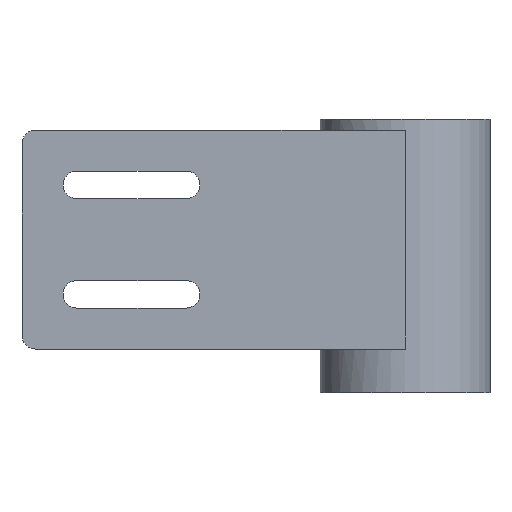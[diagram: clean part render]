
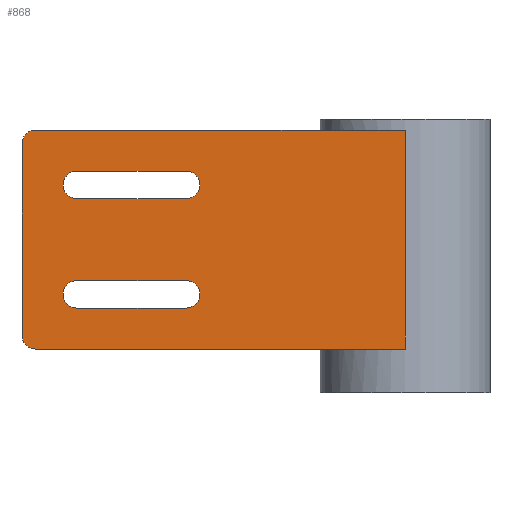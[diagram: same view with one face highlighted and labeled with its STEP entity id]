
A CAD part, front view. The second image highlights one B-rep face of the part: STEP entity #868.
In plain terms, the highlighted planar face has unit normal (0, -1, 0).
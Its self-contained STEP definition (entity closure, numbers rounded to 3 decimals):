
#215=CARTESIAN_POINT('',(-120.,-42.,-14.));
#216=DIRECTION('',(0.,1.,0.));
#217=DIRECTION('',(0.,0.,-1.));
#218=AXIS2_PLACEMENT_3D('',#215,#216,#217);
#220=DIRECTION('',(-1.,0.,0.));
#221=VECTOR('',#220,40.);
#222=CARTESIAN_POINT('',(-80.,-42.,-19.));
#223=LINE('',#222,#221);
#224=CARTESIAN_POINT('',(-80.,-42.,-14.));
#225=DIRECTION('',(0.,1.,0.));
#226=DIRECTION('',(0.,0.,1.));
#227=AXIS2_PLACEMENT_3D('',#224,#225,#226);
#229=DIRECTION('',(1.,0.,0.));
#230=VECTOR('',#229,40.);
#231=CARTESIAN_POINT('',(-120.,-42.,-9.));
#232=LINE('',#231,#230);
#233=CARTESIAN_POINT('',(-120.,-42.,26.));
#234=DIRECTION('',(0.,1.,0.));
#235=DIRECTION('',(0.,0.,-1.));
#236=AXIS2_PLACEMENT_3D('',#233,#234,#235);
#238=DIRECTION('',(-1.,0.,0.));
#239=VECTOR('',#238,40.);
#240=CARTESIAN_POINT('',(-80.,-42.,21.));
#241=LINE('',#240,#239);
#242=CARTESIAN_POINT('',(-80.,-42.,26.));
#243=DIRECTION('',(0.,1.,0.));
#244=DIRECTION('',(0.,0.,1.));
#245=AXIS2_PLACEMENT_3D('',#242,#243,#244);
#247=DIRECTION('',(1.,0.,0.));
#248=VECTOR('',#247,40.);
#249=CARTESIAN_POINT('',(-120.,-42.,31.));
#250=LINE('',#249,#248);
#251=CARTESIAN_POINT('',(-135.,-42.,-29.));
#252=DIRECTION('',(0.,-1.,0.));
#253=DIRECTION('',(-1.,0.,0.));
#254=AXIS2_PLACEMENT_3D('',#251,#252,#253);
#256=DIRECTION('',(0.,0.,1.));
#257=VECTOR('',#256,70.);
#258=CARTESIAN_POINT('',(-140.,-42.,-29.));
#259=LINE('',#258,#257);
#260=CARTESIAN_POINT('',(-135.,-42.,41.));
#261=DIRECTION('',(0.,-1.,0.));
#262=DIRECTION('',(0.,0.,1.));
#263=AXIS2_PLACEMENT_3D('',#260,#261,#262);
#310=DIRECTION('',(1.,0.,0.));
#311=VECTOR('',#310,135.);
#312=CARTESIAN_POINT('',(-135.,-42.,46.));
#313=LINE('',#312,#311);
#314=DIRECTION('',(0.,0.,1.));
#315=VECTOR('',#314,80.);
#316=CARTESIAN_POINT('',(0.,-42.,-34.));
#317=LINE('',#316,#315);
#322=DIRECTION('',(1.,0.,0.));
#323=VECTOR('',#322,135.);
#324=CARTESIAN_POINT('',(-135.,-42.,-34.));
#325=LINE('',#324,#323);
#474=CARTESIAN_POINT('',(0.,-42.,-34.));
#475=CARTESIAN_POINT('',(0.,-42.,46.));
#476=VERTEX_POINT('',#474);
#477=VERTEX_POINT('',#475);
#514=CARTESIAN_POINT('',(-120.,-42.,-19.));
#515=CARTESIAN_POINT('',(-120.,-42.,-9.));
#516=VERTEX_POINT('',#514);
#517=VERTEX_POINT('',#515);
#518=CARTESIAN_POINT('',(-80.,-42.,-9.));
#519=VERTEX_POINT('',#518);
#520=CARTESIAN_POINT('',(-80.,-42.,-19.));
#521=VERTEX_POINT('',#520);
#530=CARTESIAN_POINT('',(-120.,-42.,21.));
#531=CARTESIAN_POINT('',(-120.,-42.,31.));
#532=VERTEX_POINT('',#530);
#533=VERTEX_POINT('',#531);
#534=CARTESIAN_POINT('',(-80.,-42.,31.));
#535=VERTEX_POINT('',#534);
#536=CARTESIAN_POINT('',(-80.,-42.,21.));
#537=VERTEX_POINT('',#536);
#576=CARTESIAN_POINT('',(-140.,-42.,-29.));
#577=VERTEX_POINT('',#576);
#578=CARTESIAN_POINT('',(-135.,-42.,-34.));
#579=VERTEX_POINT('',#578);
#580=CARTESIAN_POINT('',(-135.,-42.,46.));
#581=CARTESIAN_POINT('',(-140.,-42.,41.));
#582=VERTEX_POINT('',#580);
#583=VERTEX_POINT('',#581);
#833=CARTESIAN_POINT('',(-140.,-42.,-34.));
#834=DIRECTION('',(0.,-1.,0.));
#835=DIRECTION('',(1.,0.,0.));
#836=AXIS2_PLACEMENT_3D('',#833,#834,#835);
#837=PLANE('',#836);
#839=ORIENTED_EDGE('',*,*,#838,.F.);
#841=ORIENTED_EDGE('',*,*,#840,.T.);
#843=ORIENTED_EDGE('',*,*,#842,.F.);
#845=ORIENTED_EDGE('',*,*,#844,.T.);
#847=ORIENTED_EDGE('',*,*,#846,.F.);
#849=ORIENTED_EDGE('',*,*,#848,.F.);
#850=EDGE_LOOP('',(#839,#841,#843,#845,#847,#849));
#851=FACE_OUTER_BOUND('',#850,.F.);
#853=ORIENTED_EDGE('',*,*,#852,.F.);
#855=ORIENTED_EDGE('',*,*,#854,.F.);
#857=ORIENTED_EDGE('',*,*,#856,.F.);
#859=ORIENTED_EDGE('',*,*,#858,.F.);
#860=EDGE_LOOP('',(#853,#855,#857,#859));
#861=FACE_BOUND('',#860,.F.);
#862=ORIENTED_EDGE('',*,*,#785,.F.);
#863=ORIENTED_EDGE('',*,*,#800,.F.);
#864=ORIENTED_EDGE('',*,*,#814,.F.);
#865=ORIENTED_EDGE('',*,*,#827,.F.);
#866=EDGE_LOOP('',(#862,#863,#864,#865));
#867=FACE_BOUND('',#866,.F.);
#219=CIRCLE('',#218,5.);
#228=CIRCLE('',#227,5.);
#237=CIRCLE('',#236,5.);
#246=CIRCLE('',#245,5.);
#255=CIRCLE('',#254,5.);
#264=CIRCLE('',#263,5.);
#785=EDGE_CURVE('',#516,#517,#219,.T.);
#800=EDGE_CURVE('',#521,#516,#223,.T.);
#814=EDGE_CURVE('',#519,#521,#228,.T.);
#827=EDGE_CURVE('',#517,#519,#232,.T.);
#838=EDGE_CURVE('',#577,#579,#255,.T.);
#840=EDGE_CURVE('',#577,#583,#259,.T.);
#842=EDGE_CURVE('',#582,#583,#264,.T.);
#844=EDGE_CURVE('',#582,#477,#313,.T.);
#846=EDGE_CURVE('',#476,#477,#317,.T.);
#848=EDGE_CURVE('',#579,#476,#325,.T.);
#852=EDGE_CURVE('',#532,#533,#237,.T.);
#854=EDGE_CURVE('',#537,#532,#241,.T.);
#856=EDGE_CURVE('',#535,#537,#246,.T.);
#858=EDGE_CURVE('',#533,#535,#250,.T.);
#868=ADVANCED_FACE('',(#851,#861,#867),#837,.T.);
